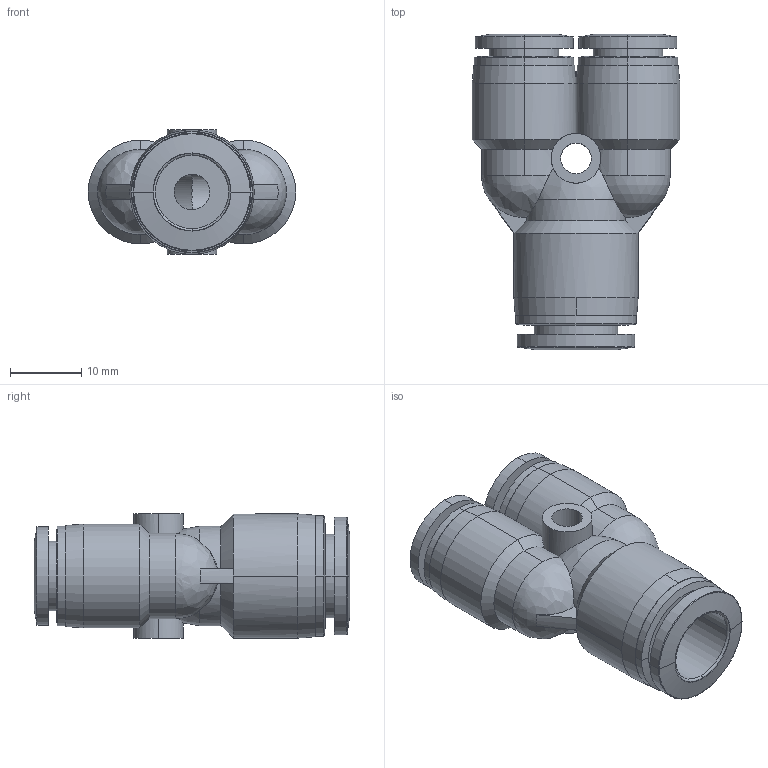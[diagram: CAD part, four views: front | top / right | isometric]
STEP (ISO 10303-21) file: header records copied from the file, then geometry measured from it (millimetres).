
FILE_DESCRIPTION (( 'STEP AP214' ), '1' );
FILE_NAME ('URY10M-8M.step', '2016-02-24T20:49:05', ( '' ), ( '' ), 'SwSTEP 2.0', 'SolidWorks 2015', '' );
FILE_SCHEMA (( 'AUTOMOTIVE_DESIGN' ));
Length unit declared in the file: inch
Products named in the file (1): URY10M-8M
Bounding box: 29.2 x 44.45 x 17.5 mm (x, y, z)
Volume: 7699.4 mm3; surface area: 6258.4 mm2
Topology: 1 solids, 1 shells, 110 faces, 262 edges, 164 vertices
Faces by surface type: cylinder 44, cone 27, plane 21, bspline 11, torus 6, sphere 1
Entity records: 5350 total; most frequent: CARTESIAN_POINT 1356, DIRECTION 541, ORIENTED_EDGE 522, EDGE_CURVE 261, AXIS2_PLACEMENT_3D 235, VERTEX_POINT 164, CIRCLE 135, EDGE_LOOP 127
